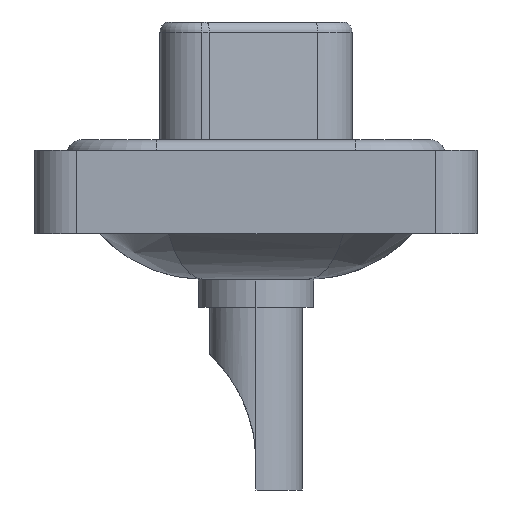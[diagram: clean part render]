
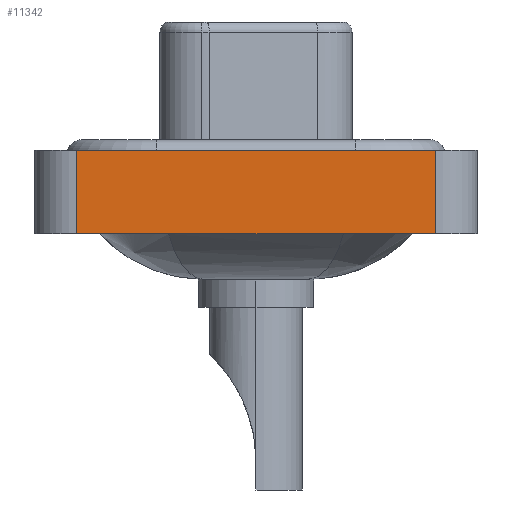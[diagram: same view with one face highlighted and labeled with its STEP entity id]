
A CAD part, left-side view. The second image highlights one B-rep face of the part: STEP entity #11342.
In plain terms, the highlighted planar face has unit normal (-1, 0, 0).
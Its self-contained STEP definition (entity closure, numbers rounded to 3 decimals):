
#175 = VECTOR ( 'NONE', #9377, 1000. ) ;
#574 = EDGE_CURVE ( 'NONE', #15658, #12074, #4481, .T. ) ;
#1852 = VECTOR ( 'NONE', #2884, 1000. ) ;
#2884 = DIRECTION ( 'NONE',  ( 0., 0., 1. ) ) ;
#2910 = PLANE ( 'NONE',  #4076 ) ;
#4019 = CARTESIAN_POINT ( 'NONE',  ( -7.3, -8.55, 0.4 ) ) ;
#4076 = AXIS2_PLACEMENT_3D ( 'NONE', #15469, #4623, #10751 ) ;
#4481 = LINE ( 'NONE', #10808, #175 ) ;
#4623 = DIRECTION ( 'NONE',  ( -1., 0., 0. ) ) ;
#5168 = LINE ( 'NONE', #14413, #17894 ) ;
#5525 = LINE ( 'NONE', #4019, #12709 ) ;
#7121 = DIRECTION ( 'NONE',  ( 0., -1., 0. ) ) ;
#7539 = ORIENTED_EDGE ( 'NONE', *, *, #16390, .T. ) ;
#7748 = ORIENTED_EDGE ( 'NONE', *, *, #574, .T. ) ;
#8705 = CARTESIAN_POINT ( 'NONE',  ( -7.3, 8.55, 0.4 ) ) ;
#9377 = DIRECTION ( 'NONE',  ( 0., -1., 0. ) ) ;
#10652 = FACE_OUTER_BOUND ( 'NONE', #13403, .T. ) ;
#10751 = DIRECTION ( 'NONE',  ( 0., 0., 1. ) ) ;
#10808 = CARTESIAN_POINT ( 'NONE',  ( -7.3, -8.55, -3.6 ) ) ;
#11342 = ADVANCED_FACE ( 'NONE', ( #10652 ), #2910, .T. ) ;
#12074 = VERTEX_POINT ( 'NONE', #19345 ) ;
#12709 = VECTOR ( 'NONE', #7121, 1000. ) ;
#13371 = CARTESIAN_POINT ( 'NONE',  ( -7.3, -8.55, 0.4 ) ) ;
#13403 = EDGE_LOOP ( 'NONE', ( #7539, #14021, #18320, #7748 ) ) ;
#14021 = ORIENTED_EDGE ( 'NONE', *, *, #15464, .F. ) ;
#14413 = CARTESIAN_POINT ( 'NONE',  ( -7.3, 8.55, -3.6 ) ) ;
#14541 = VERTEX_POINT ( 'NONE', #8705 ) ;
#14948 = CARTESIAN_POINT ( 'NONE',  ( -7.3, -8.55, -3.6 ) ) ;
#14964 = VERTEX_POINT ( 'NONE', #13371 ) ;
#15247 = LINE ( 'NONE', #14948, #1852 ) ;
#15464 = EDGE_CURVE ( 'NONE', #14541, #14964, #5525, .T. ) ;
#15469 = CARTESIAN_POINT ( 'NONE',  ( -7.3, -8.55, -3.6 ) ) ;
#15658 = VERTEX_POINT ( 'NONE', #15866 ) ;
#15866 = CARTESIAN_POINT ( 'NONE',  ( -7.3, 8.55, -3.6 ) ) ;
#16026 = EDGE_CURVE ( 'NONE', #15658, #14541, #5168, .T. ) ;
#16390 = EDGE_CURVE ( 'NONE', #12074, #14964, #15247, .T. ) ;
#17441 = DIRECTION ( 'NONE',  ( 0., 0., 1. ) ) ;
#17894 = VECTOR ( 'NONE', #17441, 1000. ) ;
#18320 = ORIENTED_EDGE ( 'NONE', *, *, #16026, .F. ) ;
#19345 = CARTESIAN_POINT ( 'NONE',  ( -7.3, -8.55, -3.6 ) ) ;
